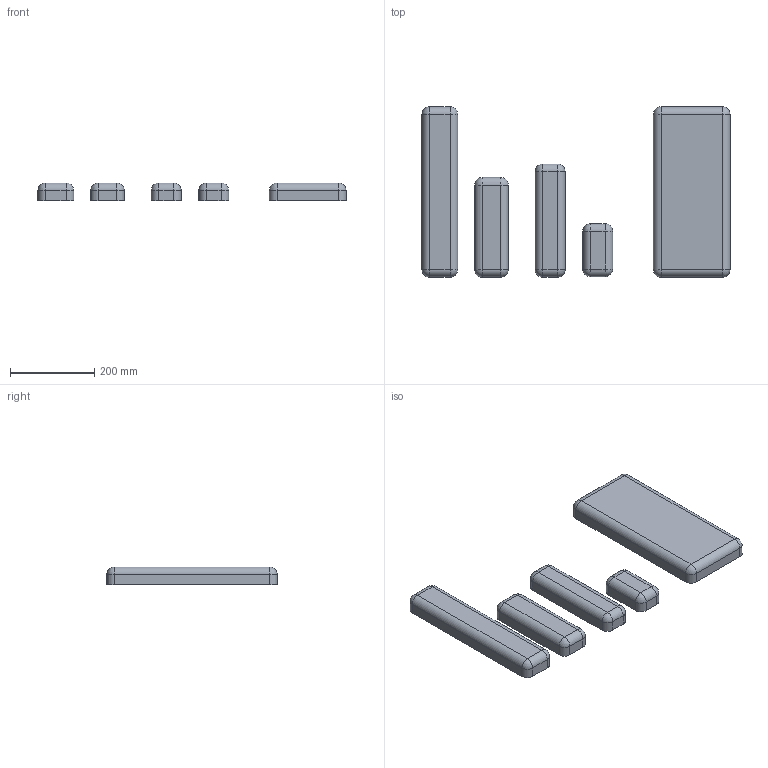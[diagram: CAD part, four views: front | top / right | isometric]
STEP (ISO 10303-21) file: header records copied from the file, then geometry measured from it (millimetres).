
FILE_DESCRIPTION(/* description */ (''),/* implementation_level */ '2;1');
FILE_NAME(/* name */ '695ce2bb-f6ae-4e95-b502-e8fd83acef77.stp',/* time_stamp */ '2026-02-04T10:24:15Z',/* author */ (''),/* organization */ (''),/* preprocessor_version */ 'ST-DEVELOPER v20.1',/* originating_system */ 'Autodesk Translation Framework v14.24.0.0',/* authorisation */ '');
FILE_SCHEMA (('AUTOMOTIVE_DESIGN { 1 0 10303 214 3 1 1 }'));
Length unit declared in the file: millimetre
Products named in the file (1): 2026-02-03-17-26-57-584
Bounding box: 732 x 405 x 42.7 mm (x, y, z)
Volume: 6316048.8 mm3; surface area: 436442.8 mm2
Topology: 5 solids, 5 shells, 90 faces, 180 edges, 100 vertices
Faces by surface type: cylinder 40, plane 30, sphere 20
Entity records: 2313 total; most frequent: DIRECTION 442, CARTESIAN_POINT 371, ORIENTED_EDGE 360, EDGE_CURVE 180, AXIS2_PLACEMENT_3D 171, LINE 100, VECTOR 100, VERTEX_POINT 100
